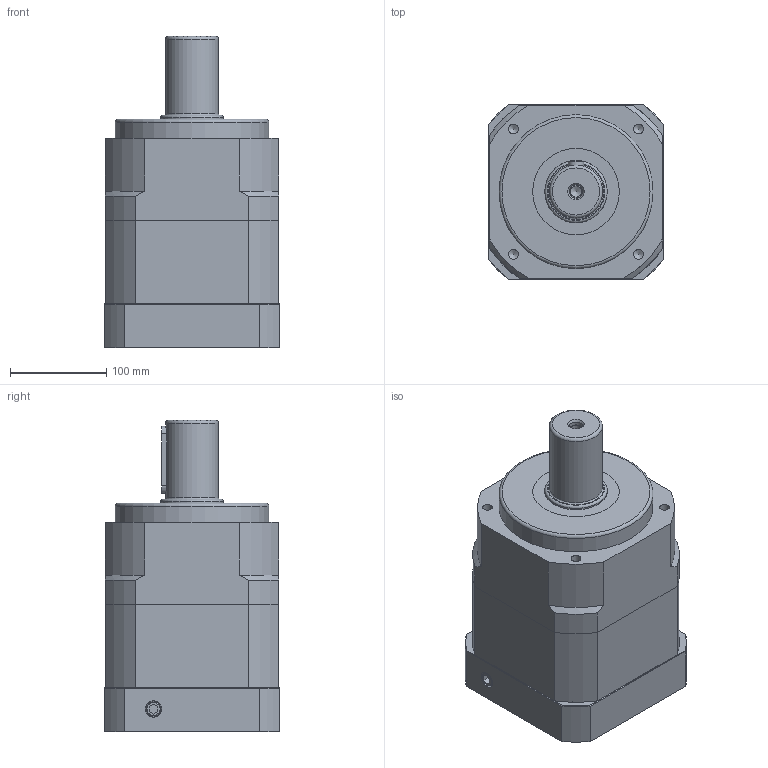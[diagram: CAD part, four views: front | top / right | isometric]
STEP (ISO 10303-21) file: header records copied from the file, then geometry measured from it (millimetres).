
FILE_DESCRIPTION((''),'2;1');
FILE_NAME('KSE-180-1.stp','2012-02-15T10:58:57',('young'),(''),'Autodesk Inventor 2012','Autodesk Inventor 2012','');
FILE_SCHEMA(('AUTOMOTIVE_DESIGN { 1 0 10303 214 1 1 1 1 }'));
Length unit declared in the file: millimetre
Products named in the file (1): KSE-180-1
Bounding box: 182 x 182 x 323.5 mm (x, y, z)
Volume: 5313836.1 mm3; surface area: 547810.2 mm2
Topology: 16 solids, 16 shells, 453 faces, 1080 edges, 696 vertices
Faces by surface type: plane 244, cylinder 107, cone 81, torus 12, bspline 9
Full cylindrical faces by diameter (mm): 4.5 x4, 8 x4, 8.5 x4, 8.6 x1, 10 x5, 10.2 x12, 11 x1, 12 x1, 13 x4, 14 x1, 14.275 x2, 14.5 x2, 16 x5, 19 x4, 51 x1, 54.9 x1, 55 x1, 58.2 x1, 59.8 x1, 60 x1, 64.8 x1, 65 x1, 80 x2, 90 x3, 114.3 x1, 155 x1, 160 x1, 165 x2
Entity records: 13210 total; most frequent: CARTESIAN_POINT 3070, DIRECTION 2110, ORIENTED_EDGE 1870, EDGE_CURVE 935, AXIS2_PLACEMENT_3D 800, VERTEX_POINT 669, EDGE_LOOP 652, VECTOR 510
